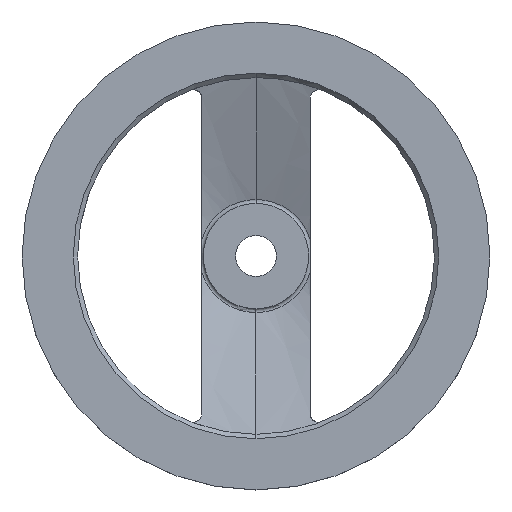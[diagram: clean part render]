
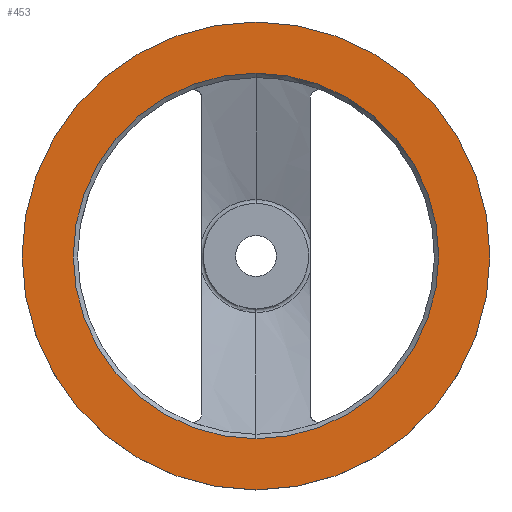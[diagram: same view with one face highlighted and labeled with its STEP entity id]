
A CAD part, top view. The second image highlights one B-rep face of the part: STEP entity #453.
In plain terms, the highlighted planar face has unit normal (0, 0, 1).
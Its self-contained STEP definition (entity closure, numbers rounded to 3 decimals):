
#263=EDGE_CURVE('',#481,#529,#661,.T.);
#273=EDGE_CURVE('',#287,#461,#672,.T.);
#277=EDGE_CURVE('',#461,#287,#677,.T.);
#287=VERTEX_POINT('',#687);
#453=ADVANCED_FACE('',(#875,#876),#877,.T.);
#461=VERTEX_POINT('',#886);
#481=VERTEX_POINT('',#906);
#489=EDGE_CURVE('',#529,#481,#914,.T.);
#529=VERTEX_POINT('',#956);
#661=CIRCLE('',#1124,62.5);
#672=CIRCLE('',#1139,80.);
#677=CIRCLE('',#1145,80.);
#687=CARTESIAN_POINT('',(0.,-80.0,39.0));
#875=FACE_BOUND('',#1518,.T.);
#876=FACE_OUTER_BOUND('',#1519,.T.);
#877=PLANE('',#1520);
#886=CARTESIAN_POINT('',(0.,80.,39.0));
#906=CARTESIAN_POINT('',(0.,62.5,39.0));
#914=CIRCLE('',#1578,62.5);
#956=CARTESIAN_POINT('',(0.,-62.5,39.0));
#1124=AXIS2_PLACEMENT_3D('',#1917,#1918,#1919);
#1139=AXIS2_PLACEMENT_3D('',#1933,#1934,#1935);
#1145=AXIS2_PLACEMENT_3D('',#1946,#1947,#1948);
#1518=EDGE_LOOP('',(#2195,#2196));
#1519=EDGE_LOOP('',(#2197,#2198));
#1520=AXIS2_PLACEMENT_3D('',#2199,#2200,#2201);
#1578=AXIS2_PLACEMENT_3D('',#2225,#2226,#2227);
#1917=CARTESIAN_POINT('',(0.,0.,39.0));
#1918=DIRECTION('',(0.,0.,1.0));
#1919=DIRECTION('',(0.,1.0,0.));
#1933=CARTESIAN_POINT('',(0.,0.,39.0));
#1934=DIRECTION('',(0.,0.,1.0));
#1935=DIRECTION('',(0.,1.0,0.));
#1946=CARTESIAN_POINT('',(0.,0.,39.0));
#1947=DIRECTION('',(0.,0.,1.0));
#1948=DIRECTION('',(0.,1.0,0.));
#2195=ORIENTED_EDGE('',*,*,#263,.F.);
#2196=ORIENTED_EDGE('',*,*,#489,.F.);
#2197=ORIENTED_EDGE('',*,*,#277,.T.);
#2198=ORIENTED_EDGE('',*,*,#273,.T.);
#2199=CARTESIAN_POINT('',(0.,71.25,39.0));
#2200=DIRECTION('',(0.,0.,1.0));
#2201=DIRECTION('',(0.,1.0,0.0));
#2225=CARTESIAN_POINT('',(0.,0.,39.0));
#2226=DIRECTION('',(0.,0.,1.0));
#2227=DIRECTION('',(0.,1.0,0.));
